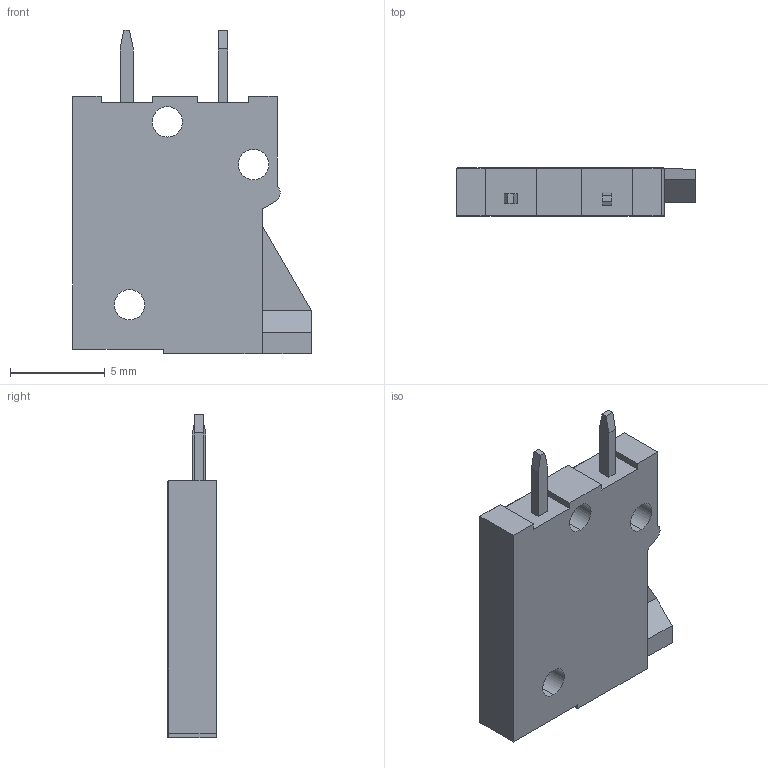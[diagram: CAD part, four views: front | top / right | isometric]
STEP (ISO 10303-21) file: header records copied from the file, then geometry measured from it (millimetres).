
FILE_DESCRIPTION (( 'STEP AP214' ), '1' );
FILE_NAME ('E11A8BB0-E17D-4F08-9DC4-4BF92BB4A26F.STEP', '2023-12-03T18:09:26', ( '' ), ( '' ), 'SwSTEP 2.0', 'SolidWorks 2022', '' );
FILE_SCHEMA (( 'AUTOMOTIVE_DESIGN' ));
Length unit declared in the file: millimetre
Products named in the file (1): E11A8BB0-E17D-4F08-9DC4-4BF92BB4A26F
Bounding box: 12.6 x 2.54 x 17.1 mm (x, y, z)
Volume: 341.6 mm3; surface area: 488.1 mm2
Topology: 1 solids, 1 shells, 81 faces, 211 edges, 135 vertices
Faces by surface type: plane 71, cylinder 7, cone 3
Entity records: 2825 total; most frequent: CARTESIAN_POINT 459, ORIENTED_EDGE 422, DIRECTION 391, EDGE_CURVE 211, LINE 185, VECTOR 185, VERTEX_POINT 135, AXIS2_PLACEMENT_3D 103
